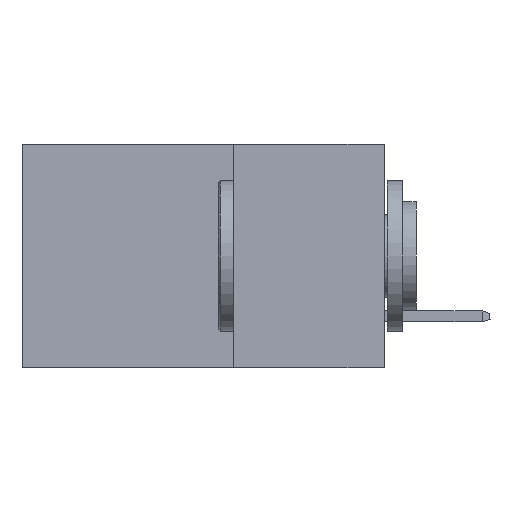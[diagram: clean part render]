
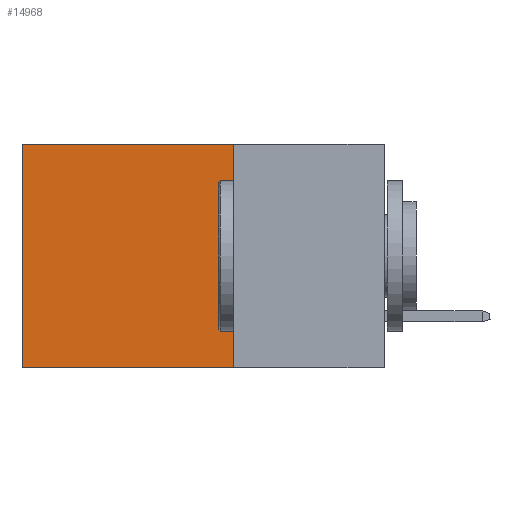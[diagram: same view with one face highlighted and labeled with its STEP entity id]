
A CAD part, left-side view. The second image highlights one B-rep face of the part: STEP entity #14968.
In plain terms, the highlighted planar face has unit normal (-1, 0, 0).
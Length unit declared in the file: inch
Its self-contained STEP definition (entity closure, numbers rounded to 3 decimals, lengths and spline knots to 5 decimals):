
#1526 = CARTESIAN_POINT ( 'NONE',  ( 0.298, 0.25, 0. ) ) ;
#1702 = CARTESIAN_POINT ( 'NONE',  ( 0.298, 0.6, 0. ) ) ;
#1906 = ORIENTED_EDGE ( 'NONE', *, *, #4955, .F. ) ;
#2177 = LINE ( 'NONE', #5695, #7257 ) ;
#3134 = AXIS2_PLACEMENT_3D ( 'NONE', #16505, #7572, #7340 ) ;
#3877 = PLANE ( 'NONE',  #3134 ) ;
#4219 = LINE ( 'NONE', #1526, #14987 ) ;
#4394 = EDGE_CURVE ( 'NONE', #20484, #12218, #22030, .T. ) ;
#4446 = EDGE_CURVE ( 'NONE', #6751, #12218, #21196, .T. ) ;
#4955 = EDGE_CURVE ( 'NONE', #20317, #6751, #4219, .T. ) ;
#5342 = DIRECTION ( 'NONE',  ( 0., 0., -1. ) ) ;
#5695 = CARTESIAN_POINT ( 'NONE',  ( 0.298, 0.25, 0. ) ) ;
#5714 = CARTESIAN_POINT ( 'NONE',  ( 0.298, 0.6, 0. ) ) ;
#6751 = VERTEX_POINT ( 'NONE', #17449 ) ;
#7193 = CARTESIAN_POINT ( 'NONE',  ( 0.298, 0.25, 0. ) ) ;
#7257 = VECTOR ( 'NONE', #16826, 39.37008 ) ;
#7340 = DIRECTION ( 'NONE',  ( 0., 0., -1. ) ) ;
#7572 = DIRECTION ( 'NONE',  ( 1., 0., 0. ) ) ;
#8937 = DIRECTION ( 'NONE',  ( 0., 1., 0. ) ) ;
#9238 = FACE_OUTER_BOUND ( 'NONE', #15639, .T. ) ;
#9885 = VECTOR ( 'NONE', #8937, 39.37008 ) ;
#11272 = VECTOR ( 'NONE', #5342, 39.37008 ) ;
#12218 = VERTEX_POINT ( 'NONE', #21529 ) ;
#12933 = ORIENTED_EDGE ( 'NONE', *, *, #21956, .T. ) ;
#14171 = DIRECTION ( 'NONE',  ( 0., 0., -1. ) ) ;
#14968 = ADVANCED_FACE ( 'NONE', ( #9238 ), #3877, .F. ) ;
#14987 = VECTOR ( 'NONE', #14171, 39.37008 ) ;
#15639 = EDGE_LOOP ( 'NONE', ( #16409, #22327, #1906, #12933 ) ) ;
#16409 = ORIENTED_EDGE ( 'NONE', *, *, #4394, .T. ) ;
#16454 = CARTESIAN_POINT ( 'NONE',  ( 0.298, 0.25, -0.37 ) ) ;
#16505 = CARTESIAN_POINT ( 'NONE',  ( 0.298, 0.25, 0. ) ) ;
#16826 = DIRECTION ( 'NONE',  ( 0., 1., 0. ) ) ;
#17449 = CARTESIAN_POINT ( 'NONE',  ( 0.298, 0.25, -0.37 ) ) ;
#20317 = VERTEX_POINT ( 'NONE', #7193 ) ;
#20484 = VERTEX_POINT ( 'NONE', #5714 ) ;
#21196 = LINE ( 'NONE', #16454, #9885 ) ;
#21529 = CARTESIAN_POINT ( 'NONE',  ( 0.298, 0.6, -0.37 ) ) ;
#21956 = EDGE_CURVE ( 'NONE', #20317, #20484, #2177, .T. ) ;
#22030 = LINE ( 'NONE', #1702, #11272 ) ;
#22327 = ORIENTED_EDGE ( 'NONE', *, *, #4446, .F. ) ;
